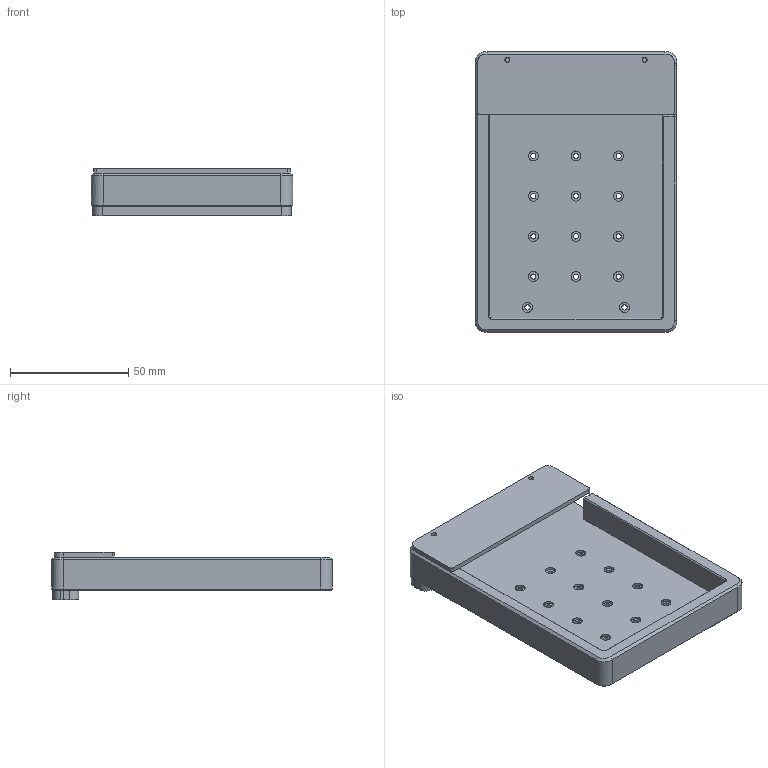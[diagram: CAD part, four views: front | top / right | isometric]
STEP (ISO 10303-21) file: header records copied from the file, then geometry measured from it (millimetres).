
FILE_DESCRIPTION(/* description */ (''),/* implementation_level */ '2;1');
FILE_NAME(/* name */ 'KeyFuda01_R3 v11.step',/* time_stamp */ '2023-08-04T14:50:14+09:00',/* author */ (''),/* organization */ (''),/* preprocessor_version */ 'ST-DEVELOPER v20',/* originating_system */ 'Autodesk Translation Framework v12.9.0.99',/* authorisation */ '');
FILE_SCHEMA (('AUTOMOTIVE_DESIGN { 1 0 10303 214 3 1 1 }'));
Length unit declared in the file: millimetre
Products named in the file (1): KeyFuda01_R3
Bounding box: 85 x 118.5 x 20 mm (x, y, z)
Volume: 60575.2 mm3; surface area: 36657.2 mm2
Topology: 3 solids, 3 shells, 176 faces, 369 edges, 234 vertices
Faces by surface type: plane 82, cylinder 70, bspline 16, cone 8
Full cylindrical faces by diameter (mm): 1.8 x6, 2.2 x16, 4 x14, 4.2 x14, 7.5 x4
Entity records: 5623 total; most frequent: CARTESIAN_POINT 1691, DIRECTION 815, ORIENTED_EDGE 736, EDGE_CURVE 368, AXIS2_PLACEMENT_3D 310, EDGE_LOOP 250, VERTEX_POINT 234, LINE 195
